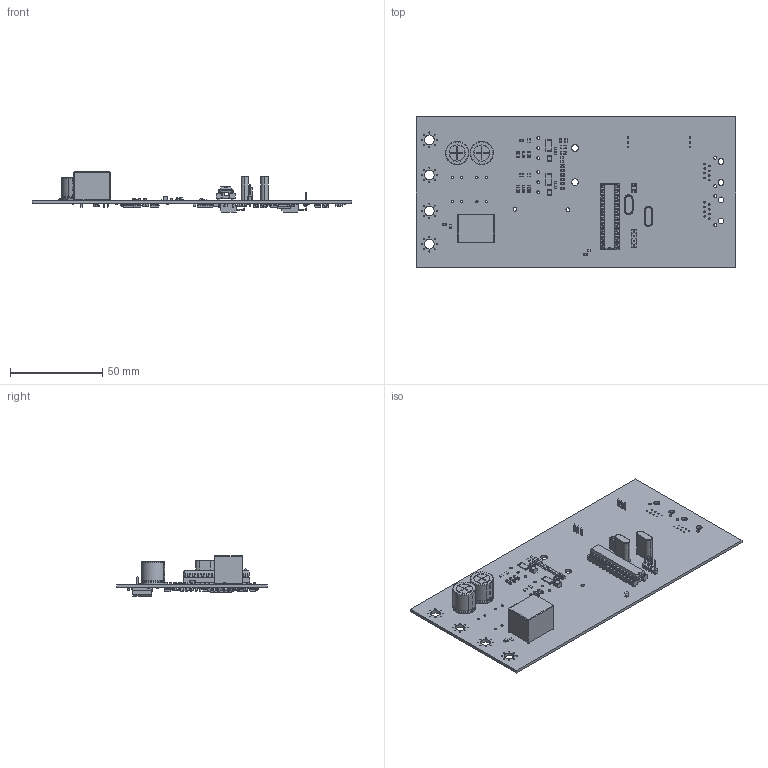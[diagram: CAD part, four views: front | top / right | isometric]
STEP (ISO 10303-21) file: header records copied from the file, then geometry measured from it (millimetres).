
FILE_DESCRIPTION(('KiCad electronic assembly'),'2;1');
FILE_NAME('MCB19.step','2023-01-06T13:25:11',('An Author'),('A Company') ,'Open CASCADE STEP processor 7.5','KiCad to STEP converter','Unknown' );
FILE_SCHEMA(('AUTOMOTIVE_DESIGN { 1 0 10303 214 1 1 1 1 }'));
Length unit declared in the file: millimetre
Products named in the file (49): Open CASCADE STEP translator 7.5 1; Relay_SPDT_SANYOU_SRD_Series_Form_C; SOLID; C_0805_2012Metric; CP_EIA-6032-20_AVX-F; inductor; R_0805_2012Metric; LED_0805_2012Metric; R_2512_6332Metric; CP_Radial_D12.5mm_P5.00mm; SOIC-8_3.9x4.9mm_P1.27mm; D_MiniMELF; User Library-TO-247H; SOT-23; fuse_5x20; C_1206_3216Metric; SOIC-18W_7.5x11.6mm_P1.27mm; C_1210_3225Metric; SOIC-14_3.9x8.7mm_P1.27mm; TO-220-3_Horizontal_TabDown; PinSocket_1x02_P2.54mm_Vertical; DIP-28_W7.62mm_Socket; DIP-28_W7.62mm; Fuse_1206_3216Metric; rj45; PinHeader_1x04_P2.54mm_Vertical; Crystal_HC49-U_Vertical; COMPOUND
Assembly tree (145 placements, depth 3):
  Open CASCADE STEP translator 7.5 1
    Relay_SPDT_SANYOU_SRD_Series_Form_C
      SOLID
    C_0805_2012Metric  x32
      SOLID
    CP_EIA-6032-20_AVX-F  x6
      SOLID
    inductor
    R_0805_2012Metric  x27
      SOLID
    LED_0805_2012Metric  x4
      SOLID
    R_2512_6332Metric  x4
      SOLID
    CP_Radial_D12.5mm_P5.00mm  x4
    SOIC-8_3.9x4.9mm_P1.27mm  x3
      SOLID
    D_MiniMELF  x13
      SOLID
    CP_Radial_D12.5mm_P5.00mm  x2
      SOLID
    User Library-TO-247H  x2
    SOT-23  x3
      SOLID
    fuse_5x20  x2
    C_1206_3216Metric  x4
      SOLID
    SOIC-18W_7.5x11.6mm_P1.27mm
      SOLID
    C_1210_3225Metric  x2
      SOLID
    SOIC-14_3.9x8.7mm_P1.27mm
      SOLID
    TO-220-3_Horizontal_TabDown  x2
      SOLID
    PinSocket_1x02_P2.54mm_Vertical
      SOLID
    DIP-28_W7.62mm_Socket
      SOLID
    DIP-28_W7.62mm
      SOLID
    Fuse_1206_3216Metric
      SOLID
    rj45  x2
    PinHeader_1x04_P2.54mm_Vertical
      SOLID
    Crystal_HC49-U_Vertical  x2
      SOLID
    COMPOUND
Bounding box: 172.85 x 81.5 x 21.75 mm (x, y, z)
Volume: 34170.6 mm3; surface area: 40071.4 mm2
Topology: 113 solids, 115 shells, 5329 faces, 13334 edges, 8547 vertices
Faces by surface type: plane 3339, cylinder 1493, bspline 359, cone 84, revolution 38, torus 12, sphere 4
Full cylindrical faces by diameter (mm): 0.5 x4, 0.508 x56, 0.6 x37, 0.8 x52, 0.9 x4, 1 x4, 1.2 x12, 1.3 x2, 1.35 x26, 1.4 x39, 1.5 x6, 1.524 x28, 1.6 x4, 1.724 x28, 2 x2, 3.2 x4, 3.6 x2, 3.735 x2, 5.3 x4
Entity records: 174291 total; most frequent: CARTESIAN_POINT 33255, DIRECTION 23155, LINE 14912, VECTOR 14912, ORIENTED_EDGE 12190, PCURVE 12190, DEFINITIONAL_REPRESENTATION 12190, EDGE_CURVE 6095
